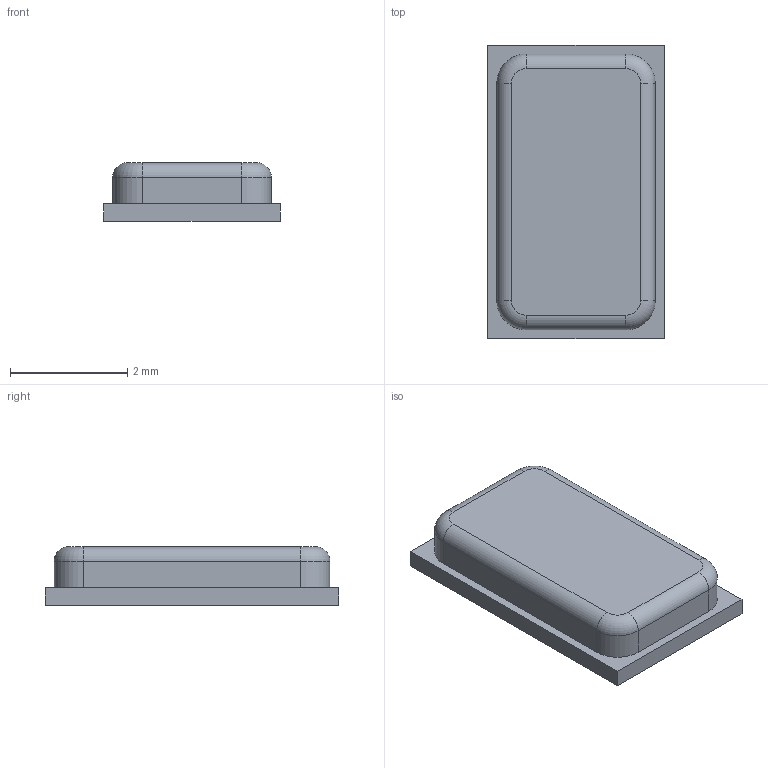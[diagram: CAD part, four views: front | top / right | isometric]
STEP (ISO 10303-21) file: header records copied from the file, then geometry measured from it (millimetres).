
FILE_DESCRIPTION(('FreeCAD Model'),'2;1');
FILE_NAME('MS860702BA01-50.step', '2017-02-22T16:58:30',('kicad StepUp'),('ksu MCAD'), 'Open CASCADE STEP processor 6.8','FreeCAD','Unknown');
FILE_SCHEMA(('AUTOMOTIVE_DESIGN_CC2 { 1 2 10303 214 -1 1 5 4 }'));
Length unit declared in the file: millimetre
Products named in the file (1): MS860702BA01-50
Bounding box: 3 x 5 x 1 mm (x, y, z)
Volume: 13.1 mm3; surface area: 43 mm2
Topology: 1 solids, 1 shells, 23 faces, 52 edges, 32 vertices
Faces by surface type: plane 11, cylinder 8, torus 4
Entity records: 816 total; most frequent: DIRECTION 120, CARTESIAN_POINT 108, ORIENTED_EDGE 104, EDGE_CURVE 52, AXIS2_PLACEMENT_3D 44, VERTEX_POINT 32, LINE 32, VECTOR 32
